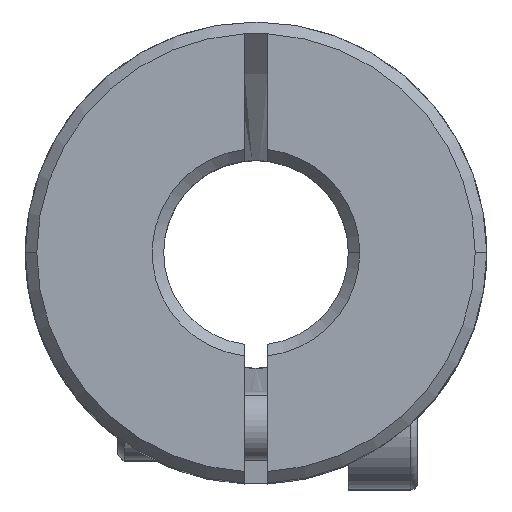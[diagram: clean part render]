
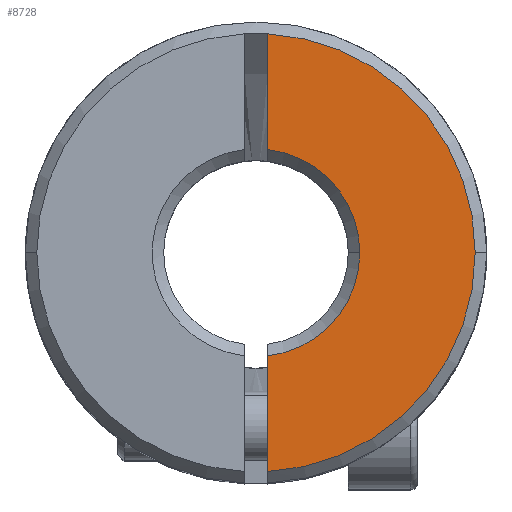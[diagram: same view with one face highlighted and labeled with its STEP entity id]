
A CAD part, top view. The second image highlights one B-rep face of the part: STEP entity #8728.
In plain terms, the highlighted planar face has unit normal (0, 0, 1).
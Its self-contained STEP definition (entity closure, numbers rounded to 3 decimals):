
#8 = EDGE_CURVE ( 'NONE', #8595, #2355, #1707, .T. ) ;
#357 = VECTOR ( 'NONE', #7169, 1000. ) ;
#608 = CARTESIAN_POINT ( 'NONE',  ( 0., 0., 25. ) ) ;
#653 = DIRECTION ( 'NONE',  ( 1., 0., 0. ) ) ;
#695 = DIRECTION ( 'NONE',  ( 1., 0., 0. ) ) ;
#738 = DIRECTION ( 'NONE',  ( 0., 0., -1. ) ) ;
#1017 = EDGE_CURVE ( 'NONE', #7832, #2869, #8739, .T. ) ;
#1044 = CARTESIAN_POINT ( 'NONE',  ( 0.5, 9.5, 25. ) ) ;
#1386 = CARTESIAN_POINT ( 'NONE',  ( 0.5, 9.487, 25. ) ) ;
#1398 = LINE ( 'NONE', #3288, #2053 ) ;
#1493 = CIRCLE ( 'NONE', #6458, 4.5 ) ;
#1506 = ORIENTED_EDGE ( 'NONE', *, *, #7803, .T. ) ;
#1707 = LINE ( 'NONE', #1044, #357 ) ;
#1759 = DIRECTION ( 'NONE',  ( 1., 0., 0. ) ) ;
#2053 = VECTOR ( 'NONE', #5996, 1000. ) ;
#2273 = AXIS2_PLACEMENT_3D ( 'NONE', #6102, #7845, #1759 ) ;
#2355 = VERTEX_POINT ( 'NONE', #5261 ) ;
#2414 = EDGE_LOOP ( 'NONE', ( #1506, #6564, #3026, #4503, #6436, #6951 ) ) ;
#2524 = DIRECTION ( 'NONE',  ( 1., 0., 0. ) ) ;
#2869 = VERTEX_POINT ( 'NONE', #1386 ) ;
#3026 = ORIENTED_EDGE ( 'NONE', *, *, #4499, .T. ) ;
#3288 = CARTESIAN_POINT ( 'NONE',  ( 0.5, 9.5, 25. ) ) ;
#3718 = CARTESIAN_POINT ( 'NONE',  ( 0.5, -4.472, 25. ) ) ;
#3883 = PLANE ( 'NONE',  #6397 ) ;
#3894 = CARTESIAN_POINT ( 'NONE',  ( 0.5, 4.472, 25. ) ) ;
#4015 = CARTESIAN_POINT ( 'NONE',  ( 4.5, 0., 25. ) ) ;
#4118 = CIRCLE ( 'NONE', #5115, 4.5 ) ;
#4397 = VERTEX_POINT ( 'NONE', #4015 ) ;
#4499 = EDGE_CURVE ( 'NONE', #2869, #8431, #1398, .T. ) ;
#4503 = ORIENTED_EDGE ( 'NONE', *, *, #5299, .T. ) ;
#4686 = CIRCLE ( 'NONE', #2273, 9.5 ) ;
#4746 = DIRECTION ( 'NONE',  ( 0., 0., 1. ) ) ;
#5115 = AXIS2_PLACEMENT_3D ( 'NONE', #5188, #8695, #2524 ) ;
#5188 = CARTESIAN_POINT ( 'NONE',  ( 0., 0., 25. ) ) ;
#5261 = CARTESIAN_POINT ( 'NONE',  ( 0.5, -9.487, 25. ) ) ;
#5299 = EDGE_CURVE ( 'NONE', #8431, #4397, #1493, .T. ) ;
#5996 = DIRECTION ( 'NONE',  ( 0., -1., 0. ) ) ;
#6050 = AXIS2_PLACEMENT_3D ( 'NONE', #6161, #4746, #7545 ) ;
#6102 = CARTESIAN_POINT ( 'NONE',  ( 0., 0., 25. ) ) ;
#6161 = CARTESIAN_POINT ( 'NONE',  ( 0., 0., 25. ) ) ;
#6397 = AXIS2_PLACEMENT_3D ( 'NONE', #608, #6640, #653 ) ;
#6436 = ORIENTED_EDGE ( 'NONE', *, *, #7312, .T. ) ;
#6458 = AXIS2_PLACEMENT_3D ( 'NONE', #6731, #738, #695 ) ;
#6564 = ORIENTED_EDGE ( 'NONE', *, *, #1017, .T. ) ;
#6640 = DIRECTION ( 'NONE',  ( 0., 0., 1. ) ) ;
#6731 = CARTESIAN_POINT ( 'NONE',  ( 0., 0., 25. ) ) ;
#6951 = ORIENTED_EDGE ( 'NONE', *, *, #8, .T. ) ;
#7169 = DIRECTION ( 'NONE',  ( 0., -1., 0. ) ) ;
#7312 = EDGE_CURVE ( 'NONE', #4397, #8595, #4118, .T. ) ;
#7400 = FACE_OUTER_BOUND ( 'NONE', #2414, .T. ) ;
#7545 = DIRECTION ( 'NONE',  ( 1., 0., 0. ) ) ;
#7803 = EDGE_CURVE ( 'NONE', #2355, #7832, #4686, .T. ) ;
#7832 = VERTEX_POINT ( 'NONE', #8676 ) ;
#7845 = DIRECTION ( 'NONE',  ( 0., 0., 1. ) ) ;
#8431 = VERTEX_POINT ( 'NONE', #3894 ) ;
#8595 = VERTEX_POINT ( 'NONE', #3718 ) ;
#8676 = CARTESIAN_POINT ( 'NONE',  ( 9.5, 0., 25. ) ) ;
#8695 = DIRECTION ( 'NONE',  ( 0., 0., -1. ) ) ;
#8728 = ADVANCED_FACE ( 'NONE', ( #7400 ), #3883, .T. ) ;
#8739 = CIRCLE ( 'NONE', #6050, 9.5 ) ;
